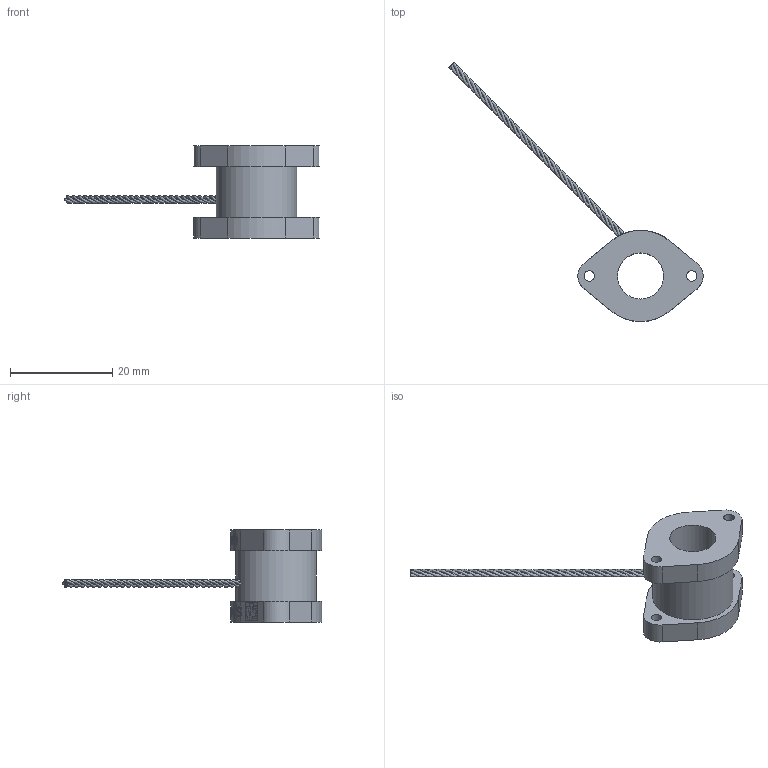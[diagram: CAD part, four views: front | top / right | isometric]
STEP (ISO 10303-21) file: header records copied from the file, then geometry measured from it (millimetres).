
FILE_DESCRIPTION(/* description */ ('QLA384'),/* implementation_level */ '2;1');
FILE_NAME(/* name */ 'QLA384.stp',/* time_stamp */ '2019-06-12T08:47:57-07:00',/* author */ ('RWalker'),/* organization */ ('FUTEK'),/* preprocessor_version */ 'ST-DEVELOPER v16.13',/* originating_system */ 'Autodesk Inventor 2018',/* authorisation */ '');
FILE_SCHEMA (('AUTOMOTIVE_DESIGN { 1 0 10303 214 3 1 1 }'));
Length unit declared in the file: inch
Products named in the file (3): FO1388; o; Cable 29 Awg Approximation
Assembly tree (2 placements, depth 2):
  FO1388
    o
    Cable 29 Awg Approximation
Bounding box: 49.69 x 50.66 x 18 mm (x, y, z)
Volume: 3176.1 mm3; surface area: 2610 mm2
Topology: 5 solids, 5 shells, 380 faces, 1035 edges, 693 vertices
Faces by surface type: plane 181, bspline 161, cylinder 38
Full cylindrical faces by diameter (mm): 2.05 x4, 9 x1, 15.748 x1
Entity records: 20023 total; most frequent: CARTESIAN_POINT 10900, ORIENTED_EDGE 2040, DIRECTION 1302, EDGE_CURVE 1020, VERTEX_POINT 684, LINE 540, VECTOR 540, EDGE_LOOP 424
